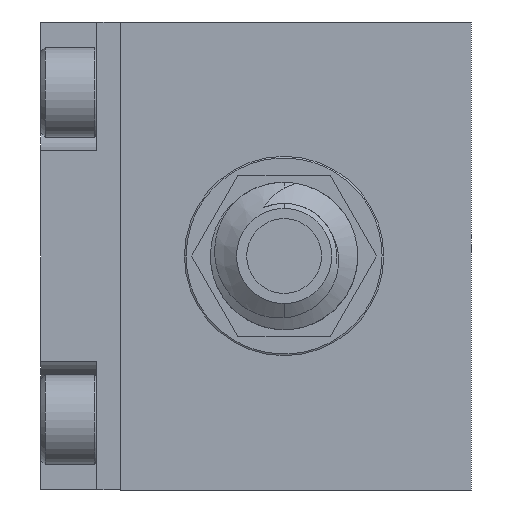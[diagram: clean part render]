
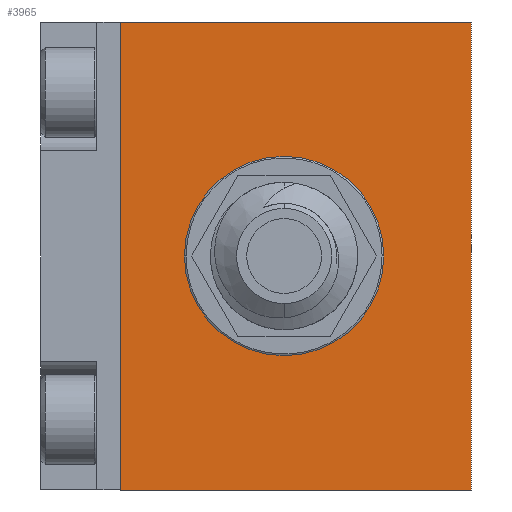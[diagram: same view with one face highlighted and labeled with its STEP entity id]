
A CAD part, left-side view. The second image highlights one B-rep face of the part: STEP entity #3965.
In plain terms, the highlighted planar face has unit normal (-1, 0, 0).
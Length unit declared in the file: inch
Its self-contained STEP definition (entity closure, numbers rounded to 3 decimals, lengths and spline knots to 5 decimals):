
#174 = CARTESIAN_POINT ( 'NONE',  ( -0.1575, 0., -0.25 ) ) ;
#229 = DIRECTION ( 'NONE',  ( -1., 0., 0. ) ) ;
#686 = EDGE_CURVE ( 'NONE', #1738, #4536, #5074, .T. ) ;
#738 = AXIS2_PLACEMENT_3D ( 'NONE', #1566, #229, #4569 ) ;
#789 = LINE ( 'NONE', #6537, #5978 ) ;
#831 = CARTESIAN_POINT ( 'NONE',  ( -0.1575, 0.375, -0.25 ) ) ;
#951 = CARTESIAN_POINT ( 'NONE',  ( -0.1575, 0.375, 0.25 ) ) ;
#1015 = EDGE_CURVE ( 'NONE', #2660, #1888, #4855, .T. ) ;
#1055 = CARTESIAN_POINT ( 'NONE',  ( -0.1575, 0.375, -0.25 ) ) ;
#1193 = ORIENTED_EDGE ( 'NONE', *, *, #1015, .F. ) ;
#1566 = CARTESIAN_POINT ( 'NONE',  ( -0.1575, 0.2, 0. ) ) ;
#1631 = AXIS2_PLACEMENT_3D ( 'NONE', #6816, #7441, #3710 ) ;
#1723 = DIRECTION ( 'NONE',  ( 0., 0., 1. ) ) ;
#1738 = VERTEX_POINT ( 'NONE', #5294 ) ;
#1888 = VERTEX_POINT ( 'NONE', #5468 ) ;
#1934 = CARTESIAN_POINT ( 'NONE',  ( -0.1575, 0.2, -0.1065 ) ) ;
#2138 = AXIS2_PLACEMENT_3D ( 'NONE', #8192, #5692, #8232 ) ;
#2507 = VECTOR ( 'NONE', #5258, 39.37008 ) ;
#2660 = VERTEX_POINT ( 'NONE', #2989 ) ;
#2989 = CARTESIAN_POINT ( 'NONE',  ( -0.1575, 0.375, -0.25 ) ) ;
#3303 = ORIENTED_EDGE ( 'NONE', *, *, #7325, .T. ) ;
#3382 = LINE ( 'NONE', #951, #7696 ) ;
#3561 = CARTESIAN_POINT ( 'NONE',  ( -0.1575, 0., 0.25 ) ) ;
#3710 = DIRECTION ( 'NONE',  ( 0., 0., -1. ) ) ;
#3965 = ADVANCED_FACE ( 'NONE', ( #7400, #4370 ), #4911, .F. ) ;
#4370 = FACE_OUTER_BOUND ( 'NONE', #5412, .T. ) ;
#4536 = VERTEX_POINT ( 'NONE', #1934 ) ;
#4569 = DIRECTION ( 'NONE',  ( 0., 0., -1. ) ) ;
#4663 = VERTEX_POINT ( 'NONE', #174 ) ;
#4715 = DIRECTION ( 'NONE',  ( 0., 1., 0. ) ) ;
#4768 = ORIENTED_EDGE ( 'NONE', *, *, #686, .F. ) ;
#4773 = VECTOR ( 'NONE', #1723, 39.37008 ) ;
#4855 = LINE ( 'NONE', #1055, #4773 ) ;
#4882 = CIRCLE ( 'NONE', #738, 0.1065 ) ;
#4911 = PLANE ( 'NONE',  #1631 ) ;
#5074 = CIRCLE ( 'NONE', #2138, 0.1065 ) ;
#5139 = DIRECTION ( 'NONE',  ( 0., 0., 1. ) ) ;
#5227 = VERTEX_POINT ( 'NONE', #3561 ) ;
#5258 = DIRECTION ( 'NONE',  ( 0., -1., 0. ) ) ;
#5294 = CARTESIAN_POINT ( 'NONE',  ( -0.1575, 0.2, 0.1065 ) ) ;
#5347 = ORIENTED_EDGE ( 'NONE', *, *, #7573, .T. ) ;
#5412 = EDGE_LOOP ( 'NONE', ( #5347, #3303, #7828, #1193 ) ) ;
#5468 = CARTESIAN_POINT ( 'NONE',  ( -0.1575, 0.375, 0.25 ) ) ;
#5692 = DIRECTION ( 'NONE',  ( -1., 0., 0. ) ) ;
#5717 = EDGE_LOOP ( 'NONE', ( #5937, #4768 ) ) ;
#5799 = EDGE_CURVE ( 'NONE', #4536, #1738, #4882, .T. ) ;
#5937 = ORIENTED_EDGE ( 'NONE', *, *, #5799, .F. ) ;
#5978 = VECTOR ( 'NONE', #5139, 39.37008 ) ;
#6537 = CARTESIAN_POINT ( 'NONE',  ( -0.1575, 0., 0. ) ) ;
#6539 = LINE ( 'NONE', #831, #2507 ) ;
#6816 = CARTESIAN_POINT ( 'NONE',  ( -0.1575, 0., -0.25 ) ) ;
#7050 = EDGE_CURVE ( 'NONE', #5227, #1888, #3382, .T. ) ;
#7325 = EDGE_CURVE ( 'NONE', #4663, #5227, #789, .T. ) ;
#7400 = FACE_BOUND ( 'NONE', #5717, .T. ) ;
#7441 = DIRECTION ( 'NONE',  ( 1., 0., 0. ) ) ;
#7573 = EDGE_CURVE ( 'NONE', #2660, #4663, #6539, .T. ) ;
#7696 = VECTOR ( 'NONE', #4715, 39.37008 ) ;
#7828 = ORIENTED_EDGE ( 'NONE', *, *, #7050, .T. ) ;
#8192 = CARTESIAN_POINT ( 'NONE',  ( -0.1575, 0.2, 0. ) ) ;
#8232 = DIRECTION ( 'NONE',  ( 0., 0., -1. ) ) ;
